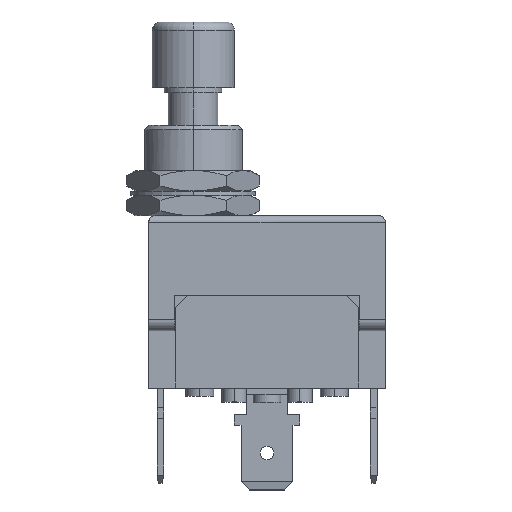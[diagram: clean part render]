
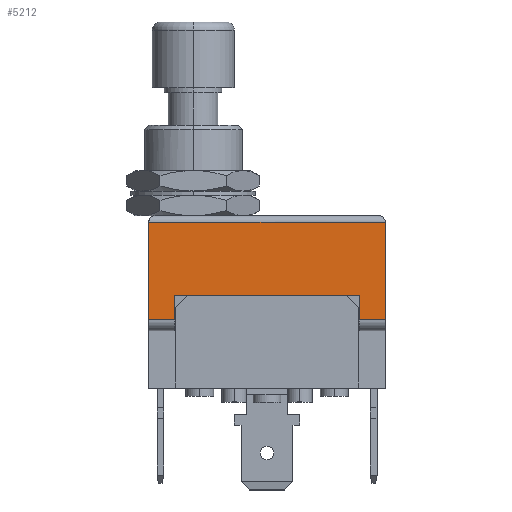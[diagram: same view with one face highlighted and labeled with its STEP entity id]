
A CAD part, top view. The second image highlights one B-rep face of the part: STEP entity #5212.
In plain terms, the highlighted planar face has unit normal (0, 0, 1).
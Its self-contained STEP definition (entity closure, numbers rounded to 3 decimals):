
#159 = ORIENTED_EDGE ( 'NONE', *, *, #5497, .F. ) ;
#168 = DIRECTION ( 'NONE',  ( 0., -1., 0. ) ) ;
#236 = LINE ( 'NONE', #354, #1598 ) ;
#317 = DIRECTION ( 'NONE',  ( 0., -1., 0. ) ) ;
#354 = CARTESIAN_POINT ( 'NONE',  ( -14.4, 0.8, 7.9 ) ) ;
#385 = VECTOR ( 'NONE', #168, 1000. ) ;
#410 = CARTESIAN_POINT ( 'NONE',  ( 0., -8.9, 7.9 ) ) ;
#462 = VECTOR ( 'NONE', #7122, 1000. ) ;
#688 = CARTESIAN_POINT ( 'NONE',  ( 11.23, -11.9, 7.9 ) ) ;
#768 = DIRECTION ( 'NONE',  ( 1., 0., 0. ) ) ;
#862 = LINE ( 'NONE', #5763, #6601 ) ;
#1308 = DIRECTION ( 'NONE',  ( 1., 0., 0. ) ) ;
#1318 = CARTESIAN_POINT ( 'NONE',  ( -11.23, -8.9, 7.9 ) ) ;
#1328 = EDGE_CURVE ( 'NONE', #1564, #5975, #7751, .T. ) ;
#1487 = VECTOR ( 'NONE', #317, 1000. ) ;
#1564 = VERTEX_POINT ( 'NONE', #7877 ) ;
#1598 = VECTOR ( 'NONE', #7313, 1000. ) ;
#1953 = ORIENTED_EDGE ( 'NONE', *, *, #1328, .T. ) ;
#1957 = CARTESIAN_POINT ( 'NONE',  ( 0., 0., 7.9 ) ) ;
#1967 = ORIENTED_EDGE ( 'NONE', *, *, #7768, .F. ) ;
#1971 = ORIENTED_EDGE ( 'NONE', *, *, #5871, .F. ) ;
#2026 = CARTESIAN_POINT ( 'NONE',  ( 11.23, -11.9, 7.9 ) ) ;
#2209 = CARTESIAN_POINT ( 'NONE',  ( 14.4, 0.8, 7.9 ) ) ;
#2229 = LINE ( 'NONE', #4239, #6973 ) ;
#2370 = LINE ( 'NONE', #2209, #1487 ) ;
#2490 = DIRECTION ( 'NONE',  ( -1., 0., 0. ) ) ;
#3239 = PLANE ( 'NONE',  #4963 ) ;
#3363 = VERTEX_POINT ( 'NONE', #5557 ) ;
#3425 = ORIENTED_EDGE ( 'NONE', *, *, #6191, .T. ) ;
#3455 = DIRECTION ( 'NONE',  ( -1., 0., 0. ) ) ;
#3661 = ORIENTED_EDGE ( 'NONE', *, *, #7572, .T. ) ;
#3760 = ORIENTED_EDGE ( 'NONE', *, *, #5347, .T. ) ;
#3836 = EDGE_LOOP ( 'NONE', ( #159, #3661, #7189, #1971, #1967, #3425, #1953, #3760 ) ) ;
#3890 = CARTESIAN_POINT ( 'NONE',  ( 11.23, -11.9, 7.9 ) ) ;
#3933 = VECTOR ( 'NONE', #768, 1000. ) ;
#4239 = CARTESIAN_POINT ( 'NONE',  ( -11.23, -11.9, 7.9 ) ) ;
#4349 = CARTESIAN_POINT ( 'NONE',  ( -11.23, -11.9, 7.9 ) ) ;
#4469 = CARTESIAN_POINT ( 'NONE',  ( -14.4, 0., 7.9 ) ) ;
#4492 = EDGE_CURVE ( 'NONE', #5947, #4883, #236, .T. ) ;
#4561 = CARTESIAN_POINT ( 'NONE',  ( -11.23, -11.9, 7.9 ) ) ;
#4576 = VERTEX_POINT ( 'NONE', #1318 ) ;
#4600 = FACE_OUTER_BOUND ( 'NONE', #3836, .T. ) ;
#4883 = VERTEX_POINT ( 'NONE', #7036 ) ;
#4924 = VERTEX_POINT ( 'NONE', #5220 ) ;
#4963 = AXIS2_PLACEMENT_3D ( 'NONE', #1957, #6287, #1308 ) ;
#5121 = LINE ( 'NONE', #410, #462 ) ;
#5212 = ADVANCED_FACE ( 'NONE', ( #4600 ), #3239, .T. ) ;
#5220 = CARTESIAN_POINT ( 'NONE',  ( 14.4, -11.9, 7.9 ) ) ;
#5347 = EDGE_CURVE ( 'NONE', #5975, #4924, #5851, .T. ) ;
#5497 = EDGE_CURVE ( 'NONE', #3363, #4924, #2370, .T. ) ;
#5557 = CARTESIAN_POINT ( 'NONE',  ( 14.4, 0., 7.9 ) ) ;
#5763 = CARTESIAN_POINT ( 'NONE',  ( 0., 0., 7.9 ) ) ;
#5851 = LINE ( 'NONE', #2026, #3933 ) ;
#5871 = EDGE_CURVE ( 'NONE', #7002, #4883, #6583, .T. ) ;
#5947 = VERTEX_POINT ( 'NONE', #4469 ) ;
#5975 = VERTEX_POINT ( 'NONE', #688 ) ;
#6191 = EDGE_CURVE ( 'NONE', #4576, #1564, #5121, .T. ) ;
#6287 = DIRECTION ( 'NONE',  ( 0., 0., 1. ) ) ;
#6583 = LINE ( 'NONE', #4349, #7235 ) ;
#6601 = VECTOR ( 'NONE', #3455, 1000. ) ;
#6973 = VECTOR ( 'NONE', #7904, 1000. ) ;
#7002 = VERTEX_POINT ( 'NONE', #4561 ) ;
#7036 = CARTESIAN_POINT ( 'NONE',  ( -14.4, -11.9, 7.9 ) ) ;
#7122 = DIRECTION ( 'NONE',  ( 1., 0., 0. ) ) ;
#7189 = ORIENTED_EDGE ( 'NONE', *, *, #4492, .T. ) ;
#7235 = VECTOR ( 'NONE', #2490, 1000. ) ;
#7313 = DIRECTION ( 'NONE',  ( 0., -1., 0. ) ) ;
#7572 = EDGE_CURVE ( 'NONE', #3363, #5947, #862, .T. ) ;
#7751 = LINE ( 'NONE', #3890, #385 ) ;
#7768 = EDGE_CURVE ( 'NONE', #4576, #7002, #2229, .T. ) ;
#7877 = CARTESIAN_POINT ( 'NONE',  ( 11.23, -8.9, 7.9 ) ) ;
#7904 = DIRECTION ( 'NONE',  ( 0., -1., 0. ) ) ;
